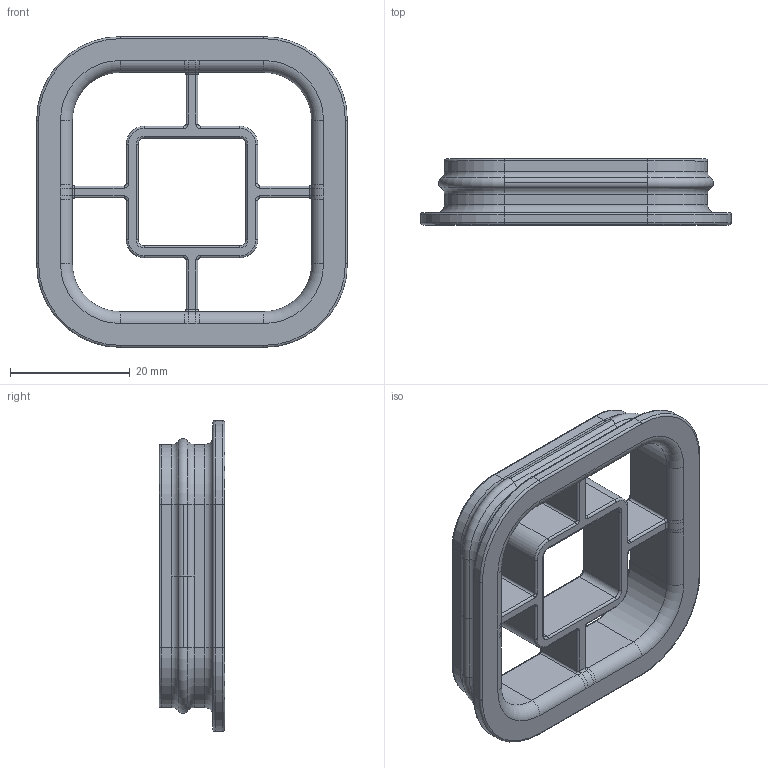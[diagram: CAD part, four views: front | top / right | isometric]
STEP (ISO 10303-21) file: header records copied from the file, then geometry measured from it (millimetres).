
FILE_DESCRIPTION (( 'STEP AP214' ), '1' );
FILE_NAME ('I3D_Covid_FilterHolder_1_0gap_v4.STEP', '2020-04-03T18:04:33', ( '' ), ( '' ), 'SwSTEP 2.0', 'SolidWorks 2019', '' );
FILE_SCHEMA (( 'AUTOMOTIVE_DESIGN' ));
Length unit declared in the file: inch
Products named in the file (1): I3D_Covid_FilterHolder_1_0gap_v4
Bounding box: 52 x 11 x 52 mm (x, y, z)
Volume: 6955.4 mm3; surface area: 7437.5 mm2
Topology: 1 solids, 1 shells, 276 faces, 633 edges, 357 vertices
Faces by surface type: cylinder 140, torus 84, plane 44, bspline 8
Entity records: 7973 total; most frequent: CARTESIAN_POINT 1531, DIRECTION 1511, ORIENTED_EDGE 1266, EDGE_CURVE 633, AXIS2_PLACEMENT_3D 625, VERTEX_POINT 357, CIRCLE 356, EDGE_LOOP 284
